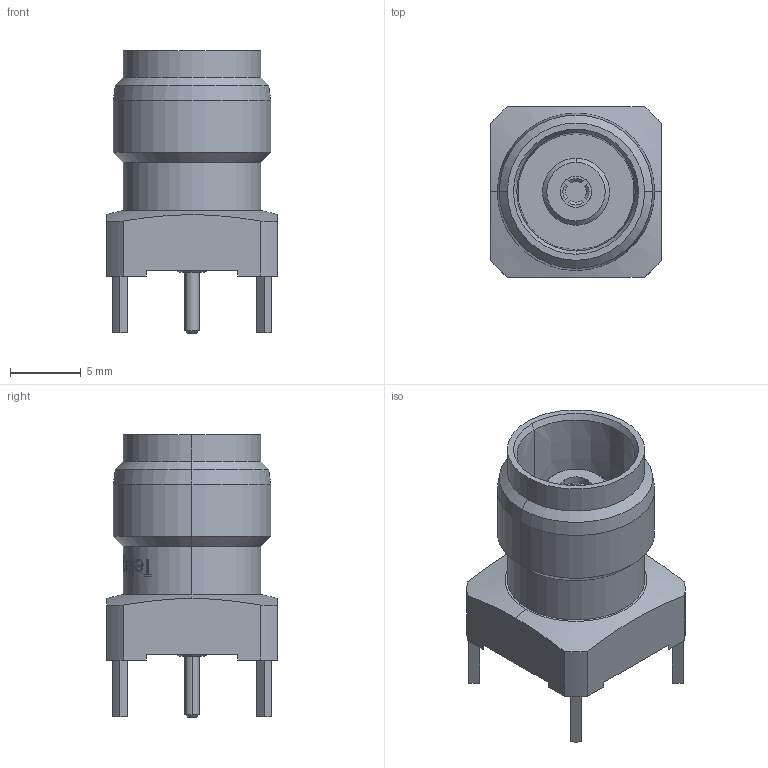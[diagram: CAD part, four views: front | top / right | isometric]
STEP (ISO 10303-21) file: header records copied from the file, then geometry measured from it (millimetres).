
FILE_DESCRIPTION (( 'STEP AP214' ), '1' );
FILE_NAME ('J01011A2944.STEP', '2011-04-21T11:13:45', ( 'markiewicz' ), ( '' ), 'SwSTEP 2.0', 'SolidWorks 2011', '' );
FILE_SCHEMA (( 'AUTOMOTIVE_DESIGN' ));
Length unit declared in the file: millimetre
Products named in the file (1): J01011A2944
Bounding box: 12 x 12 x 19.95 mm (x, y, z)
Volume: 1291.8 mm3; surface area: 1092.2 mm2
Topology: 1 solids, 2 shells, 261 faces, 678 edges, 445 vertices
Faces by surface type: plane 100, bspline 83, cylinder 53, cone 25
Entity records: 16246 total; most frequent: CARTESIAN_POINT 7620, ORIENTED_EDGE 1356, DIRECTION 926, EDGE_CURVE 678, VERTEX_POINT 445, AXIS2_PLACEMENT_3D 346, EDGE_LOOP 287, B_SPLINE_CURVE_WITH_KNOTS 277
